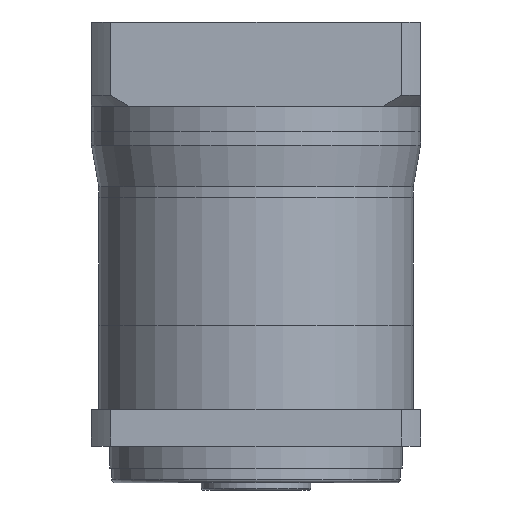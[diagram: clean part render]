
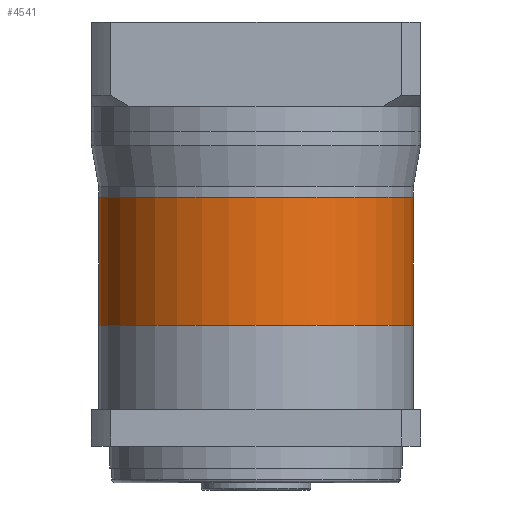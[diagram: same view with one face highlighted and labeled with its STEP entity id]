
A CAD part, front view. The second image highlights one B-rep face of the part: STEP entity #4541.
In plain terms, the highlighted cylindrical face has radius 43 mm (diameter 86 mm), a partial arc.
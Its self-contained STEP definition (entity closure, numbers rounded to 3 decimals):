
#31 = VECTOR ( 'NONE', #271, 1000. ) ;
#71 = DIRECTION ( 'NONE',  ( 0., 0., -1. ) ) ;
#169 = EDGE_LOOP ( 'NONE', ( #5966, #2562, #3624, #6060 ) ) ;
#244 = CARTESIAN_POINT ( 'NONE',  ( 43., 0., 93. ) ) ;
#271 = DIRECTION ( 'NONE',  ( 0., 0., -1. ) ) ;
#432 = CIRCLE ( 'NONE', #4872, 43. ) ;
#770 = VERTEX_POINT ( 'NONE', #5281 ) ;
#1602 = VERTEX_POINT ( 'NONE', #3269 ) ;
#1993 = EDGE_CURVE ( 'NONE', #1602, #6537, #4686, .T. ) ;
#2092 = CARTESIAN_POINT ( 'NONE',  ( 0., 0., 68. ) ) ;
#2540 = CYLINDRICAL_SURFACE ( 'NONE', #6073, 43. ) ;
#2562 = ORIENTED_EDGE ( 'NONE', *, *, #3310, .T. ) ;
#2587 = CARTESIAN_POINT ( 'NONE',  ( 43., 0., 68. ) ) ;
#2624 = DIRECTION ( 'NONE',  ( -1., 0., 0. ) ) ;
#2797 = LINE ( 'NONE', #244, #31 ) ;
#3178 = CARTESIAN_POINT ( 'NONE',  ( 0., 0., 33. ) ) ;
#3190 = DIRECTION ( 'NONE',  ( 0., 0., -1. ) ) ;
#3269 = CARTESIAN_POINT ( 'NONE',  ( 43., 0., 33. ) ) ;
#3310 = EDGE_CURVE ( 'NONE', #3324, #770, #432, .T. ) ;
#3324 = VERTEX_POINT ( 'NONE', #2587 ) ;
#3471 = DIRECTION ( 'NONE',  ( 0., 0., -1. ) ) ;
#3624 = ORIENTED_EDGE ( 'NONE', *, *, #5622, .T. ) ;
#3625 = EDGE_CURVE ( 'NONE', #3324, #1602, #2797, .T. ) ;
#3713 = DIRECTION ( 'NONE',  ( -1., 0., 0. ) ) ;
#4184 = LINE ( 'NONE', #4758, #5259 ) ;
#4541 = ADVANCED_FACE ( 'NONE', ( #5806 ), #2540, .T. ) ;
#4686 = CIRCLE ( 'NONE', #5930, 43. ) ;
#4758 = CARTESIAN_POINT ( 'NONE',  ( -43., 0., 93. ) ) ;
#4872 = AXIS2_PLACEMENT_3D ( 'NONE', #2092, #5744, #2624 ) ;
#5259 = VECTOR ( 'NONE', #3190, 1000. ) ;
#5281 = CARTESIAN_POINT ( 'NONE',  ( -43., 0., 68. ) ) ;
#5559 = DIRECTION ( 'NONE',  ( -1., 0., 0. ) ) ;
#5622 = EDGE_CURVE ( 'NONE', #770, #6537, #4184, .T. ) ;
#5744 = DIRECTION ( 'NONE',  ( 0., 0., -1. ) ) ;
#5806 = FACE_OUTER_BOUND ( 'NONE', #169, .T. ) ;
#5930 = AXIS2_PLACEMENT_3D ( 'NONE', #3178, #71, #3713 ) ;
#5966 = ORIENTED_EDGE ( 'NONE', *, *, #3625, .F. ) ;
#6016 = CARTESIAN_POINT ( 'NONE',  ( -43., 0., 33. ) ) ;
#6060 = ORIENTED_EDGE ( 'NONE', *, *, #1993, .F. ) ;
#6073 = AXIS2_PLACEMENT_3D ( 'NONE', #6579, #3471, #5559 ) ;
#6537 = VERTEX_POINT ( 'NONE', #6016 ) ;
#6579 = CARTESIAN_POINT ( 'NONE',  ( 0., 0., 93. ) ) ;
